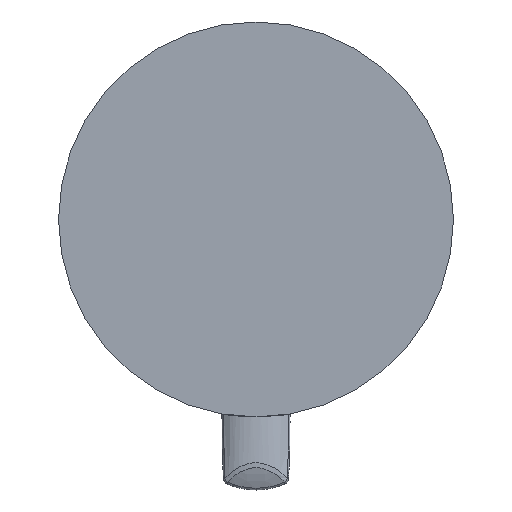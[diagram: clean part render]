
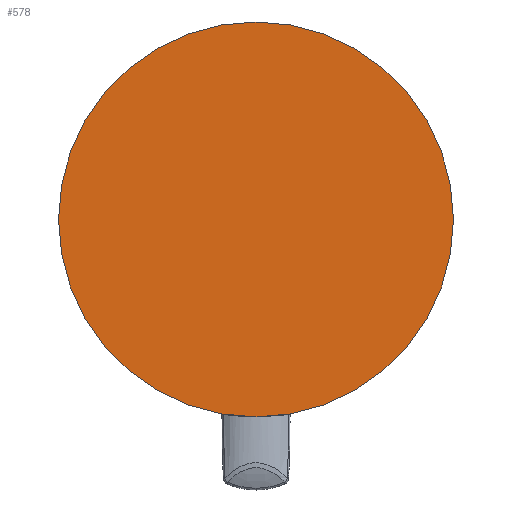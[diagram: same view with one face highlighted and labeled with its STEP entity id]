
A CAD part, left-side view. The second image highlights one B-rep face of the part: STEP entity #578.
In plain terms, the highlighted planar face has unit normal (-1, 0, 0).
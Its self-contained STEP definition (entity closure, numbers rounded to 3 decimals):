
#72=CIRCLE('',#715,81.4);
#111=PLANE('',#714);
#207=ORIENTED_EDGE('',*,*,#307,.T.);
#307=EDGE_CURVE('',#382,#382,#72,.T.);
#382=VERTEX_POINT('',#3735);
#492=EDGE_LOOP('',(#207));
#528=FACE_BOUND('',#492,.T.);
#578=ADVANCED_FACE('',(#528),#111,.F.);
#714=AXIS2_PLACEMENT_3D('',#3733,#793,#794);
#715=AXIS2_PLACEMENT_3D('',#3734,#795,#796);
#793=DIRECTION('',(1.,0.,0.));
#794=DIRECTION('',(0.,0.,-1.));
#795=DIRECTION('',(-1.,0.,0.));
#796=DIRECTION('',(0.,0.,1.));
#3733=CARTESIAN_POINT('',(0.,0.,81.3));
#3734=CARTESIAN_POINT('',(0.,0.,-0.1));
#3735=CARTESIAN_POINT('',(0.,0.,81.3));
